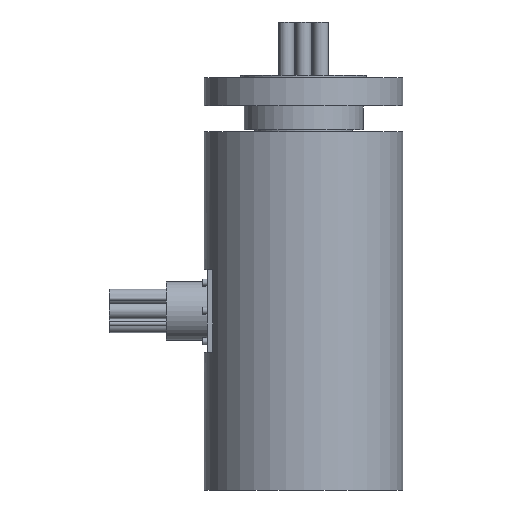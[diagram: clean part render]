
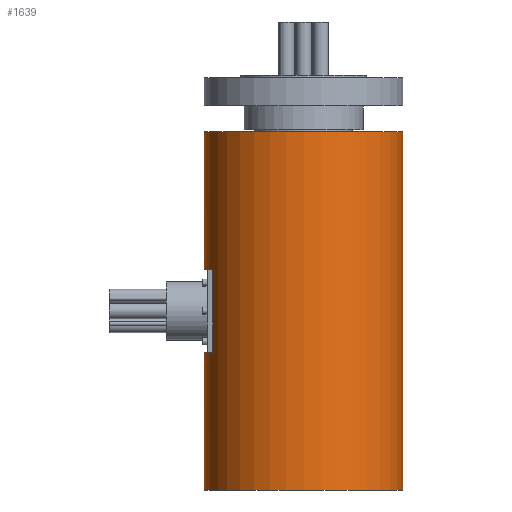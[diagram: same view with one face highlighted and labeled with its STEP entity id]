
A CAD part, front view. The second image highlights one B-rep face of the part: STEP entity #1639.
In plain terms, the highlighted cylindrical face has radius 71 mm (diameter 142 mm), a partial arc.
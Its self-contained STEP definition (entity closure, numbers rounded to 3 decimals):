
#27 = AXIS2_PLACEMENT_3D ( 'NONE', #4269, #4797, #1456 ) ;
#63 = EDGE_LOOP ( 'NONE', ( #3148, #3594, #4475, #3799, #3597, #483, #3234, #2822, #2042, #3477 ) ) ;
#99 = CARTESIAN_POINT ( 'NONE',  ( -71., 0., 256. ) ) ;
#141 = EDGE_CURVE ( 'NONE', #1701, #405, #3584, .T. ) ;
#142 = CARTESIAN_POINT ( 'NONE',  ( -71., 0., 98.5 ) ) ;
#150 = EDGE_CURVE ( 'NONE', #2063, #2595, #2080, .T. ) ;
#189 = AXIS2_PLACEMENT_3D ( 'NONE', #4157, #1936, #4509 ) ;
#190 = VECTOR ( 'NONE', #2694, 1000. ) ;
#285 = VECTOR ( 'NONE', #2272, 1000. ) ;
#330 = EDGE_CURVE ( 'NONE', #1522, #4777, #2535, .T. ) ;
#405 = VERTEX_POINT ( 'NONE', #687 ) ;
#447 = CARTESIAN_POINT ( 'NONE',  ( 0., 0., 0. ) ) ;
#478 = CYLINDRICAL_SURFACE ( 'NONE', #27, 71. ) ;
#483 = ORIENTED_EDGE ( 'NONE', *, *, #141, .T. ) ;
#510 = CARTESIAN_POINT ( 'NONE',  ( 0., 0., 98.5 ) ) ;
#512 = DIRECTION ( 'NONE',  ( 0., 0., -1. ) ) ;
#554 = CARTESIAN_POINT ( 'NONE',  ( 0., 0., 157.5 ) ) ;
#629 = CIRCLE ( 'NONE', #4798, 71. ) ;
#661 = CARTESIAN_POINT ( 'NONE',  ( 0., 0., 157.5 ) ) ;
#687 = CARTESIAN_POINT ( 'NONE',  ( -65., -28.566, 98.5 ) ) ;
#822 = DIRECTION ( 'NONE',  ( 1., 0., 0. ) ) ;
#857 = CARTESIAN_POINT ( 'NONE',  ( 71., 0., 0. ) ) ;
#888 = DIRECTION ( 'NONE',  ( -1., 0., 0. ) ) ;
#926 = DIRECTION ( 'NONE',  ( 1., 0., 0. ) ) ;
#1042 = DIRECTION ( 'NONE',  ( 1., 0., 0. ) ) ;
#1106 = CARTESIAN_POINT ( 'NONE',  ( 0., 0., 98.5 ) ) ;
#1456 = DIRECTION ( 'NONE',  ( -1., 0., 0. ) ) ;
#1458 = EDGE_CURVE ( 'NONE', #2595, #3136, #3680, .T. ) ;
#1488 = DIRECTION ( 'NONE',  ( -1., 0., 0. ) ) ;
#1522 = VERTEX_POINT ( 'NONE', #99 ) ;
#1537 = VECTOR ( 'NONE', #1971, 1000. ) ;
#1635 = CARTESIAN_POINT ( 'NONE',  ( 71., 0., 256. ) ) ;
#1639 = ADVANCED_FACE ( 'NONE', ( #3132 ), #478, .T. ) ;
#1701 = VERTEX_POINT ( 'NONE', #2242 ) ;
#1702 = CARTESIAN_POINT ( 'NONE',  ( 71., 0., 256. ) ) ;
#1752 = VERTEX_POINT ( 'NONE', #2731 ) ;
#1936 = DIRECTION ( 'NONE',  ( 0., 0., 1. ) ) ;
#1971 = DIRECTION ( 'NONE',  ( 0., 0., -1. ) ) ;
#2016 = CARTESIAN_POINT ( 'NONE',  ( -71., 0., 157.5 ) ) ;
#2042 = ORIENTED_EDGE ( 'NONE', *, *, #150, .T. ) ;
#2063 = VERTEX_POINT ( 'NONE', #142 ) ;
#2080 = LINE ( 'NONE', #3433, #1537 ) ;
#2104 = AXIS2_PLACEMENT_3D ( 'NONE', #447, #3085, #822 ) ;
#2218 = CIRCLE ( 'NONE', #3893, 71. ) ;
#2242 = CARTESIAN_POINT ( 'NONE',  ( -65., -28.566, 157.5 ) ) ;
#2272 = DIRECTION ( 'NONE',  ( 0., 0., -1. ) ) ;
#2325 = CIRCLE ( 'NONE', #4345, 71. ) ;
#2374 = CIRCLE ( 'NONE', #189, 71. ) ;
#2535 = LINE ( 'NONE', #3389, #285 ) ;
#2557 = EDGE_CURVE ( 'NONE', #4777, #1752, #2218, .T. ) ;
#2595 = VERTEX_POINT ( 'NONE', #3556 ) ;
#2633 = LINE ( 'NONE', #1635, #4462 ) ;
#2694 = DIRECTION ( 'NONE',  ( 0., 0., -1. ) ) ;
#2722 = EDGE_CURVE ( 'NONE', #1752, #1701, #629, .T. ) ;
#2731 = CARTESIAN_POINT ( 'NONE',  ( -69., -16.733, 157.5 ) ) ;
#2761 = VERTEX_POINT ( 'NONE', #2928 ) ;
#2812 = CIRCLE ( 'NONE', #4588, 71. ) ;
#2822 = ORIENTED_EDGE ( 'NONE', *, *, #2966, .T. ) ;
#2928 = CARTESIAN_POINT ( 'NONE',  ( -69., -16.733, 98.5 ) ) ;
#2966 = EDGE_CURVE ( 'NONE', #2761, #2063, #2812, .T. ) ;
#3085 = DIRECTION ( 'NONE',  ( 0., 0., 1. ) ) ;
#3132 = FACE_OUTER_BOUND ( 'NONE', #63, .T. ) ;
#3136 = VERTEX_POINT ( 'NONE', #857 ) ;
#3144 = DIRECTION ( 'NONE',  ( 0., 0., -1. ) ) ;
#3148 = ORIENTED_EDGE ( 'NONE', *, *, #3179, .F. ) ;
#3179 = EDGE_CURVE ( 'NONE', #3312, #3136, #2633, .T. ) ;
#3183 = DIRECTION ( 'NONE',  ( 0., 0., 1. ) ) ;
#3234 = ORIENTED_EDGE ( 'NONE', *, *, #4782, .T. ) ;
#3284 = DIRECTION ( 'NONE',  ( 0., 0., 1. ) ) ;
#3312 = VERTEX_POINT ( 'NONE', #1702 ) ;
#3389 = CARTESIAN_POINT ( 'NONE',  ( -71., 0., 256. ) ) ;
#3433 = CARTESIAN_POINT ( 'NONE',  ( -71., 0., 256. ) ) ;
#3477 = ORIENTED_EDGE ( 'NONE', *, *, #1458, .T. ) ;
#3556 = CARTESIAN_POINT ( 'NONE',  ( -71., 0., 0. ) ) ;
#3584 = LINE ( 'NONE', #4527, #190 ) ;
#3594 = ORIENTED_EDGE ( 'NONE', *, *, #4649, .F. ) ;
#3597 = ORIENTED_EDGE ( 'NONE', *, *, #2722, .T. ) ;
#3680 = CIRCLE ( 'NONE', #2104, 71. ) ;
#3707 = DIRECTION ( 'NONE',  ( 0., 0., -1. ) ) ;
#3799 = ORIENTED_EDGE ( 'NONE', *, *, #2557, .T. ) ;
#3893 = AXIS2_PLACEMENT_3D ( 'NONE', #554, #3183, #926 ) ;
#4157 = CARTESIAN_POINT ( 'NONE',  ( 0., 0., 256. ) ) ;
#4269 = CARTESIAN_POINT ( 'NONE',  ( 0., 0., 256. ) ) ;
#4345 = AXIS2_PLACEMENT_3D ( 'NONE', #510, #3144, #888 ) ;
#4462 = VECTOR ( 'NONE', #512, 1000. ) ;
#4475 = ORIENTED_EDGE ( 'NONE', *, *, #330, .T. ) ;
#4509 = DIRECTION ( 'NONE',  ( 1., 0., 0. ) ) ;
#4527 = CARTESIAN_POINT ( 'NONE',  ( -65., -28.566, 256. ) ) ;
#4588 = AXIS2_PLACEMENT_3D ( 'NONE', #1106, #3707, #1488 ) ;
#4649 = EDGE_CURVE ( 'NONE', #1522, #3312, #2374, .T. ) ;
#4777 = VERTEX_POINT ( 'NONE', #2016 ) ;
#4782 = EDGE_CURVE ( 'NONE', #405, #2761, #2325, .T. ) ;
#4797 = DIRECTION ( 'NONE',  ( 0., 0., -1. ) ) ;
#4798 = AXIS2_PLACEMENT_3D ( 'NONE', #661, #3284, #1042 ) ;
